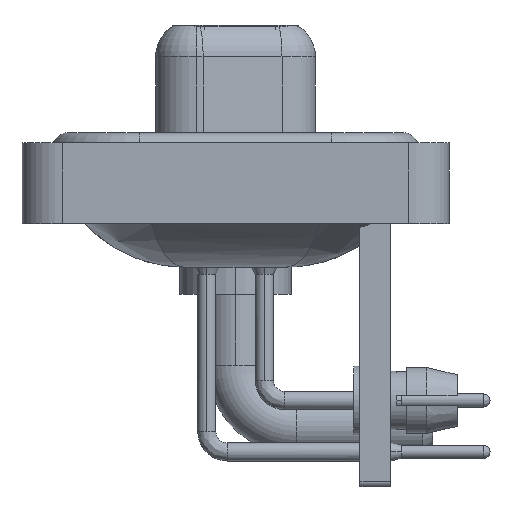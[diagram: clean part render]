
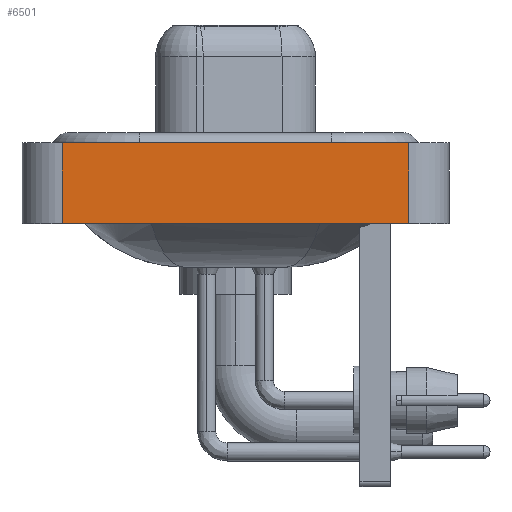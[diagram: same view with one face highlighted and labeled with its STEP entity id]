
A CAD part, left-side view. The second image highlights one B-rep face of the part: STEP entity #6501.
In plain terms, the highlighted planar face has unit normal (-1, 0, 0).
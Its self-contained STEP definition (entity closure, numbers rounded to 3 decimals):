
#174 = DIRECTION ( 'NONE',  ( -1., 0., 0. ) ) ;
#1975 = DIRECTION ( 'NONE',  ( 0., -1., 0. ) ) ;
#2582 = CARTESIAN_POINT ( 'NONE',  ( -7.3, -8.55, -3.6 ) ) ;
#3969 = LINE ( 'NONE', #19201, #21170 ) ;
#4096 = VERTEX_POINT ( 'NONE', #20295 ) ;
#4330 = VECTOR ( 'NONE', #20277, 1000. ) ;
#4771 = CARTESIAN_POINT ( 'NONE',  ( -7.3, 8.55, -3.6 ) ) ;
#5052 = EDGE_LOOP ( 'NONE', ( #21576, #22338, #15546, #13451 ) ) ;
#5809 = PLANE ( 'NONE',  #23505 ) ;
#6501 = ADVANCED_FACE ( 'NONE', ( #15361 ), #5809, .T. ) ;
#7798 = DIRECTION ( 'NONE',  ( 0., 0., 1. ) ) ;
#8616 = VERTEX_POINT ( 'NONE', #4771 ) ;
#9722 = CARTESIAN_POINT ( 'NONE',  ( -7.3, -8.55, -3.6 ) ) ;
#9893 = EDGE_CURVE ( 'NONE', #24387, #19967, #10132, .T. ) ;
#9962 = LINE ( 'NONE', #23697, #15034 ) ;
#10132 = LINE ( 'NONE', #2582, #19616 ) ;
#10258 = DIRECTION ( 'NONE',  ( 0., 0., 1. ) ) ;
#10574 = CARTESIAN_POINT ( 'NONE',  ( -7.3, 8.55, -3.6 ) ) ;
#11713 = EDGE_CURVE ( 'NONE', #4096, #19967, #9962, .T. ) ;
#13451 = ORIENTED_EDGE ( 'NONE', *, *, #20387, .T. ) ;
#13611 = EDGE_CURVE ( 'NONE', #8616, #4096, #14470, .T. ) ;
#14470 = LINE ( 'NONE', #10574, #4330 ) ;
#15034 = VECTOR ( 'NONE', #23441, 1000. ) ;
#15361 = FACE_OUTER_BOUND ( 'NONE', #5052, .T. ) ;
#15546 = ORIENTED_EDGE ( 'NONE', *, *, #13611, .F. ) ;
#19201 = CARTESIAN_POINT ( 'NONE',  ( -7.3, -8.55, -3.6 ) ) ;
#19616 = VECTOR ( 'NONE', #10258, 1000. ) ;
#19967 = VERTEX_POINT ( 'NONE', #23651 ) ;
#20277 = DIRECTION ( 'NONE',  ( 0., 0., 1. ) ) ;
#20295 = CARTESIAN_POINT ( 'NONE',  ( -7.3, 8.55, 0.4 ) ) ;
#20387 = EDGE_CURVE ( 'NONE', #8616, #24387, #3969, .T. ) ;
#21170 = VECTOR ( 'NONE', #1975, 1000. ) ;
#21576 = ORIENTED_EDGE ( 'NONE', *, *, #9893, .T. ) ;
#22338 = ORIENTED_EDGE ( 'NONE', *, *, #11713, .F. ) ;
#22796 = CARTESIAN_POINT ( 'NONE',  ( -7.3, -8.55, -3.6 ) ) ;
#23441 = DIRECTION ( 'NONE',  ( 0., -1., 0. ) ) ;
#23505 = AXIS2_PLACEMENT_3D ( 'NONE', #9722, #174, #7798 ) ;
#23651 = CARTESIAN_POINT ( 'NONE',  ( -7.3, -8.55, 0.4 ) ) ;
#23697 = CARTESIAN_POINT ( 'NONE',  ( -7.3, -8.55, 0.4 ) ) ;
#24387 = VERTEX_POINT ( 'NONE', #22796 ) ;
